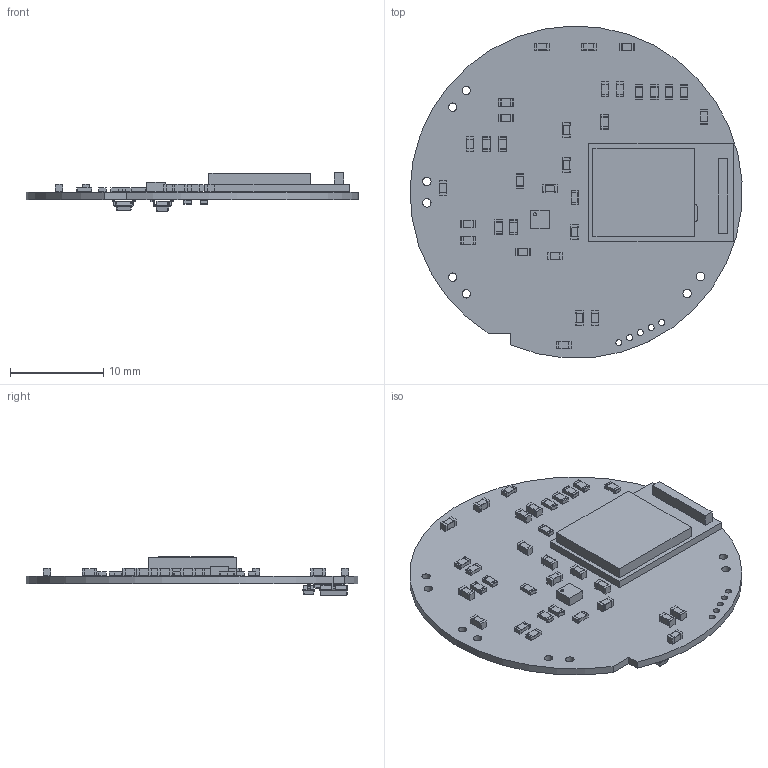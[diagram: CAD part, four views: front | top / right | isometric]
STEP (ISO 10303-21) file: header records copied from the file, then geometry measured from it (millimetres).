
FILE_DESCRIPTION(('KiCad electronic assembly'),'2;1');
FILE_NAME('nrf.step','2021-01-29T19:31:40',('An Author'),('A Company'), 'Open CASCADE STEP processor 6.9','KiCad to STEP converter','Unknown' );
FILE_SCHEMA(('AUTOMOTIVE_DESIGN { 1 0 10303 214 1 1 1 1 }'));
Length unit declared in the file: millimetre
Products named in the file (16): Open CASCADE STEP translator 6.9 1; LGA-12_2x2mm_P0.5mm; SOLID; L_0603_1608Metric; MDBT50Q_3D_Drawing_20180620; C_0603_1608Metric; R_0603_1608Metric; D_SOD-323; SOT-23; COMPOUND
Assembly tree (46 placements, depth 3):
  Open CASCADE STEP translator 6.9 1
    LGA-12_2x2mm_P0.5mm
      SOLID
    L_0603_1608Metric
      SOLID
    MDBT50Q_3D_Drawing_20180620
      SOLID
    C_0603_1608Metric  x14
      SOLID
    R_0603_1608Metric  x19
      SOLID
    D_SOD-323
      SOLID
    SOT-23
      SOLID
    COMPOUND
Bounding box: 35.57 x 35.56 x 4.15 mm (x, y, z)
Volume: 1088.4 mm3; surface area: 2763.1 mm2
Topology: 39 solids, 39 shells, 1164 faces, 2967 edges, 1926 vertices
Faces by surface type: plane 742, cylinder 369, bspline 53
Full cylindrical faces by diameter (mm): 0.35 x1, 0.65 x5, 0.9 x8
Entity records: 22708 total; most frequent: CARTESIAN_POINT 3970, DIRECTION 3000, LINE 1981, VECTOR 1981, ORIENTED_EDGE 1614, PCURVE 1614, DEFINITIONAL_REPRESENTATION 1614, EDGE_CURVE 807
